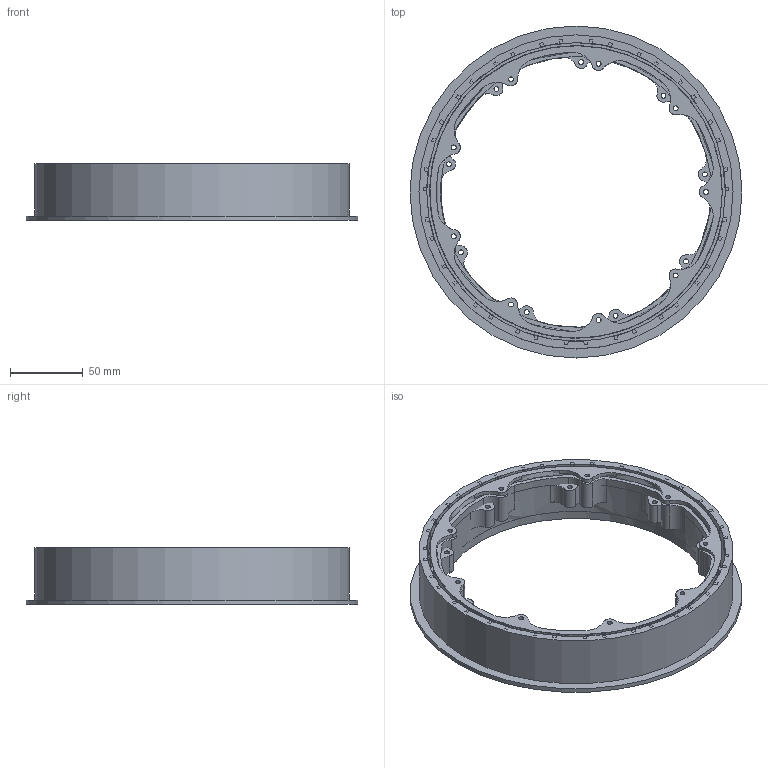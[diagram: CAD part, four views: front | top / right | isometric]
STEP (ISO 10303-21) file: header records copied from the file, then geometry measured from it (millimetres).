
FILE_DESCRIPTION(('STEP AP203'), '1');
FILE_NAME('婜謽趌麠蕻', '', ('UNSPECIFIED'), ('UNSPECIFIED'), 'C3D Converter', 'C3D Toolkit', '');
FILE_SCHEMA(('CONFIG_CONTROL_DESIGN'));
Length unit declared in the file: millimetre
Products named in the file (9): -01; -17; -18
Assembly tree (8 placements, depth 3):
  -01
    -17
    -18
    (unnamed)
    (unnamed)
      -17
      -17
      -17
      -17
Bounding box: 228.95 x 228.95 x 39.18 mm (x, y, z)
Volume: 352774.7 mm3; surface area: 195170.1 mm2
Topology: 4 solids, 4 shells, 775 faces, 2124 edges, 1419 vertices
Faces by surface type: plane 578, cylinder 158, cone 36, torus 3
Full cylindrical faces by diameter (mm): 3.4 x27, 186.731 x2, 189.613 x1, 192.6 x1, 196.6 x4, 200.006 x1, 201.753 x1, 205.98 x1, 206 x1, 216.6 x1, 228.953 x1
Entity records: 24919 total; most frequent: CARTESIAN_POINT 6119, ORIENTED_EDGE 4142, DIRECTION 3544, EDGE_CURVE 2071, VERTEX_POINT 1411, AXIS2_PLACEMENT_3D 1302, EDGE_LOOP 942, LINE 940
